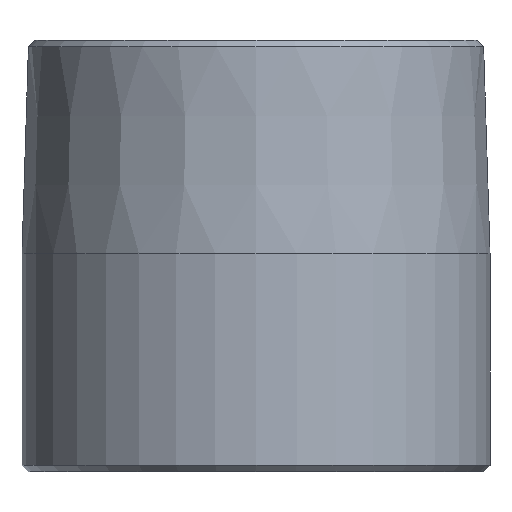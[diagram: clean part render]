
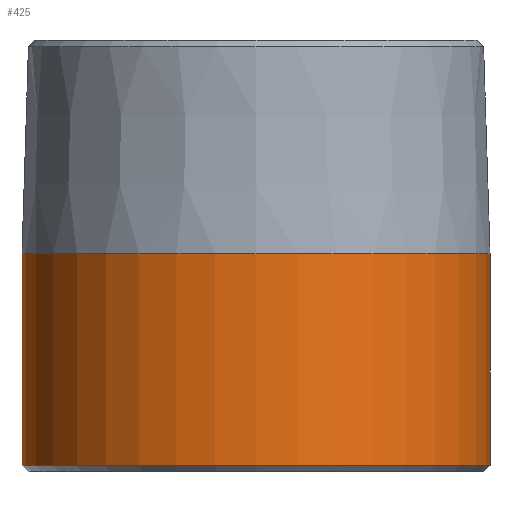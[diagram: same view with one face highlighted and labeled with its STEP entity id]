
A CAD part, front view. The second image highlights one B-rep face of the part: STEP entity #425.
In plain terms, the highlighted cylindrical face has radius 24.13 mm (diameter 48.26 mm), a partial arc.
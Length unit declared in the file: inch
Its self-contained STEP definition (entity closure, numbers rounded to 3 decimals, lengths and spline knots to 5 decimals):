
#22 = ORIENTED_EDGE ( 'NONE', *, *, #120, .T. ) ;
#27 = AXIS2_PLACEMENT_3D ( 'NONE', #383, #501, #159 ) ;
#31 = ORIENTED_EDGE ( 'NONE', *, *, #163, .T. ) ;
#38 = DIRECTION ( 'NONE',  ( -1., 0., 0. ) ) ;
#45 = CARTESIAN_POINT ( 'NONE',  ( 0.95, 0., 0.885 ) ) ;
#49 = CIRCLE ( 'NONE', #146, 0.95 ) ;
#67 = ORIENTED_EDGE ( 'NONE', *, *, #217, .T. ) ;
#79 = CARTESIAN_POINT ( 'NONE',  ( 0., 0., 0.885 ) ) ;
#117 = CARTESIAN_POINT ( 'NONE',  ( -0.95, 0., 0.885 ) ) ;
#120 = EDGE_CURVE ( 'NONE', #216, #210, #261, .T. ) ;
#146 = AXIS2_PLACEMENT_3D ( 'NONE', #79, #153, #38 ) ;
#153 = DIRECTION ( 'NONE',  ( 0., 0., -1. ) ) ;
#159 = DIRECTION ( 'NONE',  ( 1., 0., 0. ) ) ;
#163 = EDGE_CURVE ( 'NONE', #371, #187, #49, .T. ) ;
#187 = VERTEX_POINT ( 'NONE', #117 ) ;
#195 = EDGE_CURVE ( 'NONE', #371, #210, #466, .T. ) ;
#207 = DIRECTION ( 'NONE',  ( 0., 0., -1. ) ) ;
#210 = VERTEX_POINT ( 'NONE', #348 ) ;
#216 = VERTEX_POINT ( 'NONE', #231 ) ;
#217 = EDGE_CURVE ( 'NONE', #187, #216, #276, .T. ) ;
#231 = CARTESIAN_POINT ( 'NONE',  ( -0.95, 0., 0.025 ) ) ;
#246 = CARTESIAN_POINT ( 'NONE',  ( 0., 0., 1.75 ) ) ;
#261 = CIRCLE ( 'NONE', #27, 0.95 ) ;
#271 = AXIS2_PLACEMENT_3D ( 'NONE', #246, #207, #361 ) ;
#276 = LINE ( 'NONE', #346, #280 ) ;
#280 = VECTOR ( 'NONE', #308, 39.37008 ) ;
#296 = ORIENTED_EDGE ( 'NONE', *, *, #195, .F. ) ;
#308 = DIRECTION ( 'NONE',  ( 0., 0., -1. ) ) ;
#346 = CARTESIAN_POINT ( 'NONE',  ( -0.95, 0., 1.75 ) ) ;
#348 = CARTESIAN_POINT ( 'NONE',  ( 0.95, 0., 0.025 ) ) ;
#358 = FACE_OUTER_BOUND ( 'NONE', #485, .T. ) ;
#361 = DIRECTION ( 'NONE',  ( -1., 0., 0. ) ) ;
#371 = VERTEX_POINT ( 'NONE', #45 ) ;
#383 = CARTESIAN_POINT ( 'NONE',  ( 0., 0., 0.025 ) ) ;
#425 = ADVANCED_FACE ( 'NONE', ( #358 ), #437, .T. ) ;
#437 = CYLINDRICAL_SURFACE ( 'NONE', #271, 0.95 ) ;
#466 = LINE ( 'NONE', #494, #490 ) ;
#485 = EDGE_LOOP ( 'NONE', ( #296, #31, #67, #22 ) ) ;
#490 = VECTOR ( 'NONE', #496, 39.37008 ) ;
#494 = CARTESIAN_POINT ( 'NONE',  ( 0.95, 0., 1.75 ) ) ;
#496 = DIRECTION ( 'NONE',  ( 0., 0., -1. ) ) ;
#501 = DIRECTION ( 'NONE',  ( 0., 0., 1. ) ) ;
